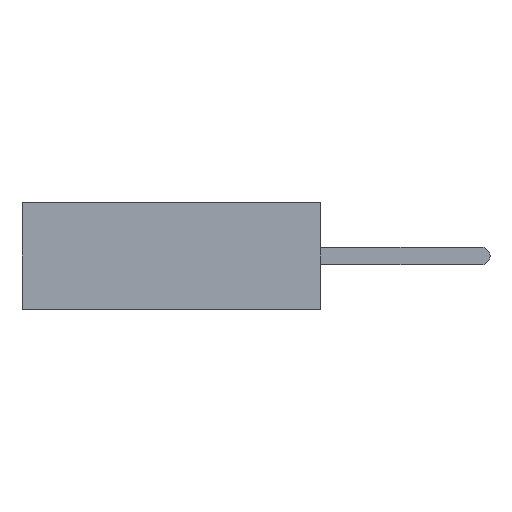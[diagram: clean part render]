
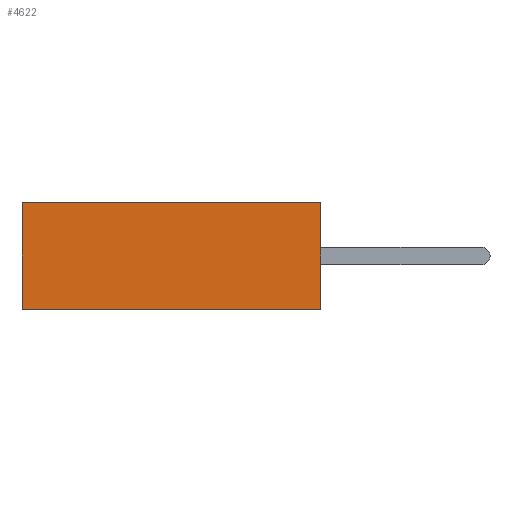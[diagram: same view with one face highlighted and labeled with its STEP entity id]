
A CAD part, left-side view. The second image highlights one B-rep face of the part: STEP entity #4622.
In plain terms, the highlighted planar face has unit normal (-1, 0, 0).
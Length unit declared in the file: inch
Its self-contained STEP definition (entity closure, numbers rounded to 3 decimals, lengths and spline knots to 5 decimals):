
#1054=ORIENTED_EDGE('',*,*,#2040,.T.);
#1055=ORIENTED_EDGE('',*,*,#1844,.F.);
#1056=ORIENTED_EDGE('',*,*,#2010,.F.);
#1057=ORIENTED_EDGE('',*,*,#1776,.T.);
#1776=EDGE_CURVE('',#2343,#2342,#2862,.T.);
#1844=EDGE_CURVE('',#2410,#2411,#2909,.T.);
#2010=EDGE_CURVE('',#2343,#2410,#3044,.T.);
#2040=EDGE_CURVE('',#2342,#2411,#3074,.T.);
#2342=VERTEX_POINT('',#6907);
#2343=VERTEX_POINT('',#6909);
#2410=VERTEX_POINT('',#7044);
#2411=VERTEX_POINT('',#7046);
#2862=LINE('',#6908,#3460);
#2909=LINE('',#7045,#3507);
#3044=LINE('',#7370,#3642);
#3074=LINE('',#7429,#3672);
#3460=VECTOR('',#5607,39.37008);
#3507=VECTOR('',#5698,39.37008);
#3642=VECTOR('',#5967,39.37008);
#3672=VECTOR('',#5999,39.37008);
#3921=EDGE_LOOP('',(#1054,#1055,#1056,#1057));
#4171=FACE_BOUND('',#3921,.T.);
#4400=PLANE('',#4955);
#4622=ADVANCED_FACE('',(#4171),#4400,.F.);
#4955=AXIS2_PLACEMENT_3D('',#7428,#5997,#5998);
#5607=DIRECTION('',(0.,-1.,0.));
#5698=DIRECTION('',(0.,-1.,0.));
#5967=DIRECTION('',(0.,0.,1.));
#5997=DIRECTION('',(1.,0.,0.));
#5998=DIRECTION('',(0.,0.,-1.));
#5999=DIRECTION('',(0.,0.,1.));
#6907=CARTESIAN_POINT('',(-0.1795,0.,-0.06));
#6908=CARTESIAN_POINT('',(-0.1795,0.335,-0.06));
#6909=CARTESIAN_POINT('',(-0.1795,0.335,-0.06));
#7044=CARTESIAN_POINT('',(-0.1795,0.335,0.06));
#7045=CARTESIAN_POINT('',(-0.1795,0.335,0.06));
#7046=CARTESIAN_POINT('',(-0.1795,0.,0.06));
#7370=CARTESIAN_POINT('',(-0.1795,0.335,-0.06));
#7428=CARTESIAN_POINT('',(-0.1795,0.335,-0.06));
#7429=CARTESIAN_POINT('',(-0.1795,0.,-0.06));
